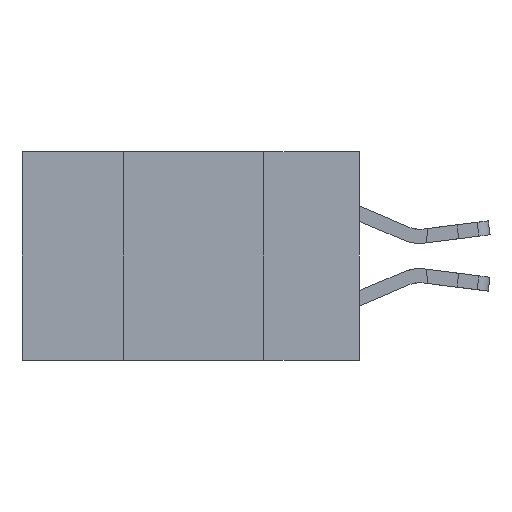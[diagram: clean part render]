
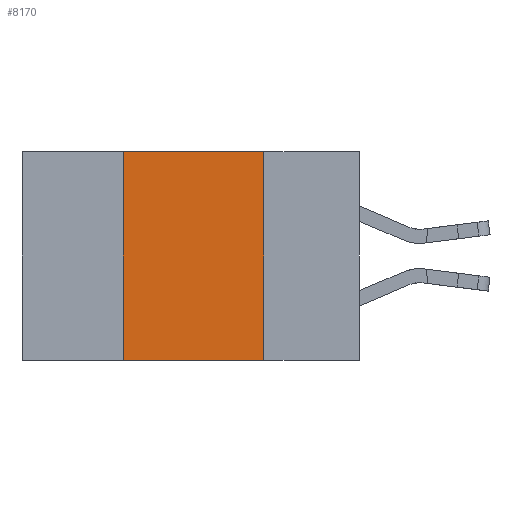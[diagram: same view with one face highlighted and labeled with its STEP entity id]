
A CAD part, left-side view. The second image highlights one B-rep face of the part: STEP entity #8170.
In plain terms, the highlighted planar face has unit normal (-1, 0, 0).
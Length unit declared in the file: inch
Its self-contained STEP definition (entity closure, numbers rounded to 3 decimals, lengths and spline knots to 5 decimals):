
#469 = FACE_OUTER_BOUND ( 'NONE', #14214, .T. ) ;
#953 = ORIENTED_EDGE ( 'NONE', *, *, #8473, .T. ) ;
#1521 = DIRECTION ( 'NONE',  ( 1., 0., 0. ) ) ;
#2414 = LINE ( 'NONE', #5791, #15119 ) ;
#2752 = ORIENTED_EDGE ( 'NONE', *, *, #8739, .F. ) ;
#3320 = VECTOR ( 'NONE', #7341, 39.37008 ) ;
#3604 = VERTEX_POINT ( 'NONE', #13346 ) ;
#4097 = DIRECTION ( 'NONE',  ( 0., 0., 1. ) ) ;
#5191 = CARTESIAN_POINT ( 'NONE',  ( 0., 0.42, -0.37 ) ) ;
#5508 = PLANE ( 'NONE',  #12328 ) ;
#5791 = CARTESIAN_POINT ( 'NONE',  ( 0., 0.17, 0. ) ) ;
#5799 = CARTESIAN_POINT ( 'NONE',  ( 0., 0.6, 0. ) ) ;
#6700 = VERTEX_POINT ( 'NONE', #8181 ) ;
#6875 = EDGE_CURVE ( 'NONE', #6700, #3604, #13877, .T. ) ;
#7341 = DIRECTION ( 'NONE',  ( 0., -1., 0. ) ) ;
#7947 = CARTESIAN_POINT ( 'NONE',  ( 0., 0.42, 0. ) ) ;
#8016 = ORIENTED_EDGE ( 'NONE', *, *, #6875, .F. ) ;
#8170 = ADVANCED_FACE ( 'NONE', ( #469 ), #5508, .F. ) ;
#8181 = CARTESIAN_POINT ( 'NONE',  ( 0., 0.42, 0. ) ) ;
#8296 = EDGE_CURVE ( 'NONE', #3604, #14063, #2414, .T. ) ;
#8415 = ORIENTED_EDGE ( 'NONE', *, *, #8296, .F. ) ;
#8473 = EDGE_CURVE ( 'NONE', #9855, #14063, #12110, .T. ) ;
#8739 = EDGE_CURVE ( 'NONE', #9855, #6700, #11911, .T. ) ;
#8796 = VECTOR ( 'NONE', #11327, 39.37008 ) ;
#9464 = CARTESIAN_POINT ( 'NONE',  ( 0., 0.6, 0. ) ) ;
#9855 = VERTEX_POINT ( 'NONE', #5191 ) ;
#10083 = CARTESIAN_POINT ( 'NONE',  ( 0., 0.6, -0.37 ) ) ;
#10745 = DIRECTION ( 'NONE',  ( 0., 0., -1. ) ) ;
#11327 = DIRECTION ( 'NONE',  ( 0., -1., 0. ) ) ;
#11911 = LINE ( 'NONE', #7947, #14714 ) ;
#12110 = LINE ( 'NONE', #10083, #8796 ) ;
#12328 = AXIS2_PLACEMENT_3D ( 'NONE', #9464, #1521, #10745 ) ;
#13341 = CARTESIAN_POINT ( 'NONE',  ( 0., 0.17, -0.37 ) ) ;
#13346 = CARTESIAN_POINT ( 'NONE',  ( 0., 0.17, 0. ) ) ;
#13877 = LINE ( 'NONE', #5799, #3320 ) ;
#14063 = VERTEX_POINT ( 'NONE', #13341 ) ;
#14214 = EDGE_LOOP ( 'NONE', ( #8415, #8016, #2752, #953 ) ) ;
#14714 = VECTOR ( 'NONE', #4097, 39.37008 ) ;
#15119 = VECTOR ( 'NONE', #15758, 39.37008 ) ;
#15758 = DIRECTION ( 'NONE',  ( 0., 0., -1. ) ) ;
